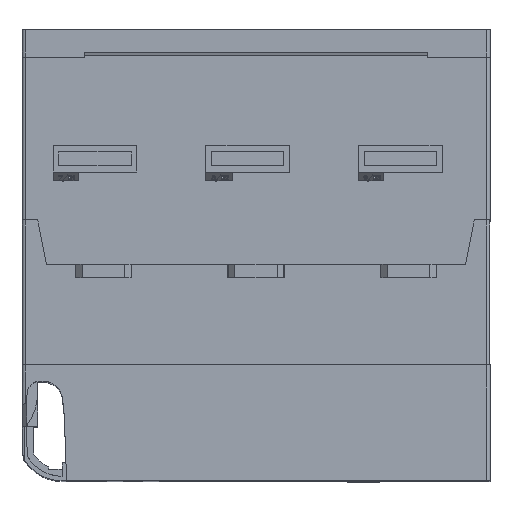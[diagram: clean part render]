
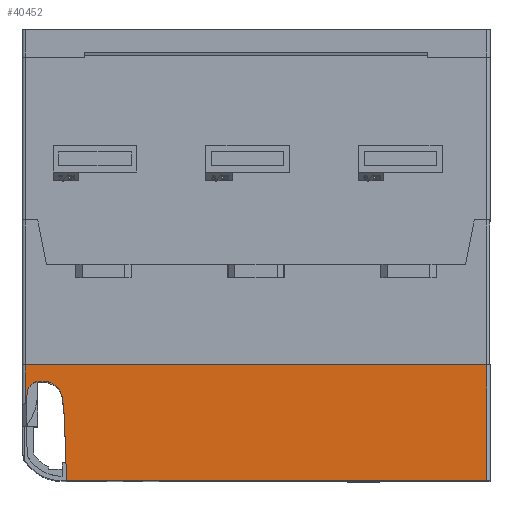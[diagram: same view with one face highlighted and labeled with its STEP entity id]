
A CAD part, top view. The second image highlights one B-rep face of the part: STEP entity #40452.
In plain terms, the highlighted planar face has unit normal (0, 0, 1).
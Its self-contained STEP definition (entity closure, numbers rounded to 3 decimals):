
#23480=VERTEX_POINT('',#63967);
#23496=VERTEX_POINT('',#63983);
#26964=EDGE_CURVE('',#38772,#36134,#67775,.T.);
#29504=VERTEX_POINT('',#70556);
#34634=EDGE_CURVE('',#55858,#38772,#76191,.T.);
#36134=VERTEX_POINT('',#77833);
#36794=EDGE_CURVE('',#23480,#45722,#78539,.T.);
#38772=VERTEX_POINT('',#80716);
#40452=ADVANCED_FACE('',(#82557),#82558,.T.);
#42050=VERTEX_POINT('',#84295);
#43700=EDGE_CURVE('',#48190,#36134,#86098,.T.);
#44810=VERTEX_POINT('',#87303);
#45722=VERTEX_POINT('',#88290);
#48190=VERTEX_POINT('',#90995);
#48898=EDGE_CURVE('',#54840,#44810,#91774,.T.);
#50048=EDGE_CURVE('',#55822,#29504,#93022,.T.);
#53166=EDGE_CURVE('',#29504,#54840,#96425,.T.);
#53792=EDGE_CURVE('',#42050,#48190,#97105,.T.);
#54028=EDGE_CURVE('',#44810,#23496,#97359,.T.);
#54840=VERTEX_POINT('',#98254);
#55500=EDGE_CURVE('',#23496,#23480,#98992,.T.);
#55732=EDGE_CURVE('',#45722,#55858,#99247,.T.);
#55822=VERTEX_POINT('',#99343);
#55858=VERTEX_POINT('',#99382);
#59128=EDGE_CURVE('',#42050,#55822,#102968,.T.);
#63967=CARTESIAN_POINT('',(-86.012,-173.518,162.0));
#63983=CARTESIAN_POINT('',(-86.804,-165.712,162.0));
#67775=LINE('',#115425,#115426);
#70556=CARTESIAN_POINT('',(-102.751,-163.74,162.0));
#76191=LINE('',#127909,#127910);
#77833=CARTESIAN_POINT('',(103.5,-150.5,162.0));
#78539=LINE('',#131584,#131585);
#80716=CARTESIAN_POINT('',(103.5,-202.5,162.0));
#82557=FACE_OUTER_BOUND('',#137573,.T.);
#82558=PLANE('',#137574);
#84295=CARTESIAN_POINT('',(-103.5,-168.0,162.0));
#86098=LINE('',#142814,#142815);
#87303=CARTESIAN_POINT('',(-95.51,-157.845,162.0));
#88290=CARTESIAN_POINT('',(-85.52,-187.623,162.0));
#90995=CARTESIAN_POINT('',(-103.5,-150.5,162.0));
#91774=LINE('',#151426,#151427);
#93022=LINE('',#153437,#153438);
#96425=CIRCLE('',#158419,6.);
#97105=LINE('',#159435,#159436);
#97359=CIRCLE('',#159812,8.75);
#98254=CARTESIAN_POINT('',(-96.752,-157.845,162.0));
#98992=LINE('',#162210,#162211);
#99247=LINE('',#162602,#162603);
#99343=CARTESIAN_POINT('',(-102.825,-168.0,162.0));
#99382=CARTESIAN_POINT('',(-85.,-202.5,162.0));
#102968=LINE('',#168146,#168147);
#115425=CARTESIAN_POINT('',(103.5,-176.5,162.0));
#115426=VECTOR('',#178232,1.0);
#127909=CARTESIAN_POINT('',(-103.5,-202.5,162.0));
#127910=VECTOR('',#187251,1.0);
#131584=CARTESIAN_POINT('',(-85.271,-194.739,162.0));
#131585=VECTOR('',#189649,1.0);
#137573=EDGE_LOOP('',(#193987,#193988,#193989,#193990,#193991,#193992,#193993,#193994,#193995,#193996,#193997,#193998));
#137574=AXIS2_PLACEMENT_3D('',#193999,#194000,#194001);
#142814=CARTESIAN_POINT('',(-103.5,-150.5,162.0));
#142815=VECTOR('',#197611,1.0);
#151426=CARTESIAN_POINT('',(-99.505,-157.845,162.0));
#151427=VECTOR('',#203712,1.0);
#153437=CARTESIAN_POINT('',(-103.089,-183.121,162.0));
#153438=VECTOR('',#204893,1.0);
#158419=AXIS2_PLACEMENT_3D('',#208586,#208587,#208588);
#159435=CARTESIAN_POINT('',(-103.5,-176.5,162.0));
#159436=VECTOR('',#209279,1.0);
#159812=AXIS2_PLACEMENT_3D('',#209517,#209518,#209519);
#162210=CARTESIAN_POINT('',(-84.646,-186.983,162.0));
#162211=VECTOR('',#211455,1.0);
#162602=CARTESIAN_POINT('',(-84.937,-204.291,162.0));
#162603=VECTOR('',#211711,1.0);
#168146=CARTESIAN_POINT('',(-106.75,-168.0,162.0));
#168147=VECTOR('',#215672,1.0);
#178232=DIRECTION('',(0.0,1.0,0.0));
#187251=DIRECTION('',(1.0,0.0,0.0));
#189649=DIRECTION('',(0.035,-0.999,0.0));
#193987=ORIENTED_EDGE('',*,*,#59128,.T.);
#193988=ORIENTED_EDGE('',*,*,#50048,.T.);
#193989=ORIENTED_EDGE('',*,*,#53166,.T.);
#193990=ORIENTED_EDGE('',*,*,#48898,.T.);
#193991=ORIENTED_EDGE('',*,*,#54028,.T.);
#193992=ORIENTED_EDGE('',*,*,#55500,.T.);
#193993=ORIENTED_EDGE('',*,*,#36794,.T.);
#193994=ORIENTED_EDGE('',*,*,#55732,.T.);
#193995=ORIENTED_EDGE('',*,*,#34634,.T.);
#193996=ORIENTED_EDGE('',*,*,#26964,.T.);
#193997=ORIENTED_EDGE('',*,*,#43700,.F.);
#193998=ORIENTED_EDGE('',*,*,#53792,.F.);
#193999=CARTESIAN_POINT('',(-103.5,-202.5,162.0));
#194000=DIRECTION('',(0.0,0.0,1.0));
#194001=DIRECTION('',(0.0,-1.0,0.0));
#197611=DIRECTION('',(1.0,0.0,0.0));
#203712=DIRECTION('',(1.0,0.0,0.0));
#204893=DIRECTION('',(0.017,1.,-0.0));
#208586=CARTESIAN_POINT('',(-96.752,-163.845,162.0));
#208587=DIRECTION('',(-0.0,0.0,-1.0));
#208588=DIRECTION('',(0.,1.0,0.0));
#209279=DIRECTION('',(0.0,1.0,0.0));
#209517=CARTESIAN_POINT('',(-95.51,-166.595,162.0));
#209518=DIRECTION('',(0.0,0.0,-1.0));
#209519=DIRECTION('',(0.995,0.101,0.0));
#211455=DIRECTION('',(0.101,-0.995,0.0));
#211711=DIRECTION('',(0.035,-0.999,0.0));
#215672=DIRECTION('',(1.0,-0.0,0.0));
